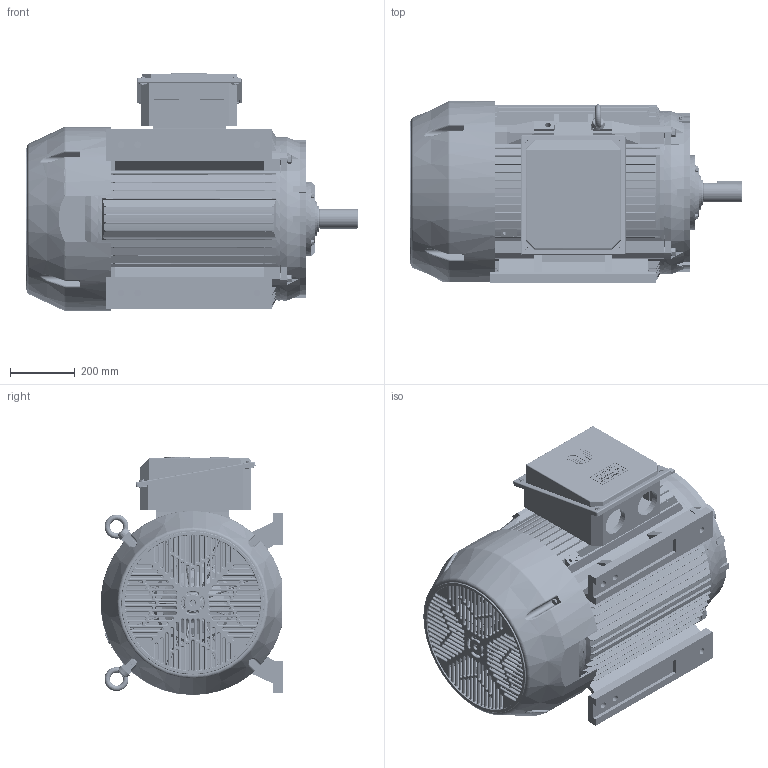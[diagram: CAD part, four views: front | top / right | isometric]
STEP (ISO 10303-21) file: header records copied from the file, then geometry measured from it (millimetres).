
FILE_DESCRIPTION (( 'STEP AP203' ), '1' );
FILE_NAME ('841-444-445TS F1 俋倛芞.STEP', '2019-04-25T05:40:14', ( 'abc' ), ( '' ), 'SwSTEP 2.0', 'SolidWorks 2008', '' );
FILE_SCHEMA (( 'CONFIG_CONTROL_DESIGN' ));
Length unit declared in the file: millimetre
Products named in the file (29): 445TS-2P转子_默认; 444（5）TS-2P转轴8HMN.200.T131_默认; 6316_默认; 16_默认; 10_默认; TFC440装配体_默认; TFC440T-座 _默认; NEMA 440接线盒座、盖垫_默认; 280后端盖螺栓_默认; TX 280铸铁风罩3_默认; 841-444-445TS F1 俋倛芞; TFC 444(5)B3机座_默认; TC280 B3后端盖(170)_默认; TC 280 轴承外盖NDE_默认; TC280 B3前端盖(170)_默认; 841-440TS 轴承外盖与400T前_默认; IE2 280-4P风叶_默认; M16-50_默认; M10-80_默认; 扣塞_默认; 铜油嘴_默认; 吊环M20_默认; TFC440T-盖_默认; M8-12_默认; 440接线盒座垫_默认; TFC 440TS 平键_默认; 迷宫式油封80-100-16_默认; 放油嘴_默认; M10-35_默认
Assembly tree (51 placements, depth 3):
  841-444-445TS F1 俋倛芞
    16_默认  x4
    M10-80_默认  x4
    10_默认  x4
    445TS-2P转子_默认
      6316_默认  x2
      444（5）TS-2P转轴8HMN.200.T131_默认
    M16-50_默认  x4
    铜油嘴_默认
    280后端盖螺栓_默认  x4
    TX 280铸铁风罩3_默认
    TC280 B3前端盖(170)_默认
    M10-35_默认  x4
    放油嘴_默认
    吊环M20_默认  x2
    841-440TS 轴承外盖与400T前_默认
    TFC 444(5)B3机座_默认
    TC280 B3后端盖(170)_默认
    迷宫式油封80-100-16_默认
    TFC440装配体_默认
      NEMA 440接线盒座、盖垫_默认
      M8-12_默认  x4
      TFC440T-盖_默认
      TFC440T-座 _默认
    TC 280 轴承外盖NDE_默认
    IE2 280-4P风叶_默认
    440接线盒座垫_默认
    TFC 440TS 平键_默认
    扣塞_默认
Bounding box: 1023.65 x 563.4 x 733.9 mm (x, y, z)
Volume: 41822683 mm3; surface area: 7913583.5 mm2
Topology: 50 solids, 50 shells, 5647 faces, 14811 edges, 9113 vertices
Faces by surface type: plane 2044, cylinder 1896, torus 945, bspline 333, cone 305, sphere 124
Entity records: 189392 total; most frequent: CARTESIAN_POINT 61351, ORIENTED_EDGE 26596, DIRECTION 25755, EDGE_CURVE 13298, AXIS2_PLACEMENT_3D 9862, VERTEX_POINT 8234, VECTOR 6031, LINE 6031
